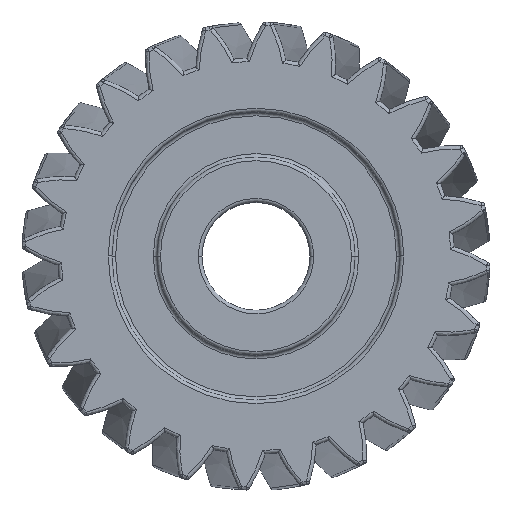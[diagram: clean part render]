
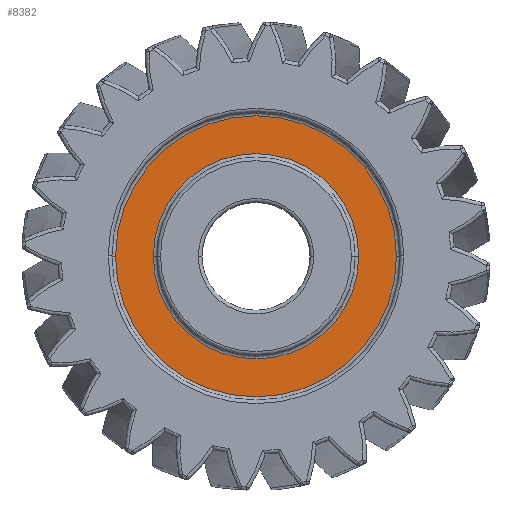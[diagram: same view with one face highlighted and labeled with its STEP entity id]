
A CAD part, top view. The second image highlights one B-rep face of the part: STEP entity #8382.
In plain terms, the highlighted planar face has unit normal (0, 0, 1).
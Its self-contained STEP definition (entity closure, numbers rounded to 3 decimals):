
#197 = DIRECTION ( 'NONE',  ( 1., 0., 0. ) ) ;
#269 = CARTESIAN_POINT ( 'NONE',  ( 0., 0., 5. ) ) ;
#440 = AXIS2_PLACEMENT_3D ( 'NONE', #7490, #12094, #2699 ) ;
#2498 = CARTESIAN_POINT ( 'NONE',  ( 0., 0., 5. ) ) ;
#2699 = DIRECTION ( 'NONE',  ( 1., 0., 0. ) ) ;
#2754 = EDGE_LOOP ( 'NONE', ( #9700, #7813 ) ) ;
#3246 = CARTESIAN_POINT ( 'NONE',  ( 7.8, 0., 5. ) ) ;
#3296 = ORIENTED_EDGE ( 'NONE', *, *, #10317, .T. ) ;
#4199 = DIRECTION ( 'NONE',  ( 1., 0., 0. ) ) ;
#4827 = CARTESIAN_POINT ( 'NONE',  ( 0., 0., 5. ) ) ;
#5735 = FACE_BOUND ( 'NONE', #18477, .T. ) ;
#5965 = EDGE_CURVE ( 'NONE', #7523, #13688, #10780, .T. ) ;
#6741 = DIRECTION ( 'NONE',  ( 0., 0., 1. ) ) ;
#6943 = AXIS2_PLACEMENT_3D ( 'NONE', #2498, #10712, #10650 ) ;
#7490 = CARTESIAN_POINT ( 'NONE',  ( 0., 0., 5. ) ) ;
#7523 = VERTEX_POINT ( 'NONE', #3246 ) ;
#7526 = CIRCLE ( 'NONE', #6943, 5.7 ) ;
#7813 = ORIENTED_EDGE ( 'NONE', *, *, #18586, .T. ) ;
#8382 = ADVANCED_FACE ( 'NONE', ( #5735, #10529 ), #20305, .T. ) ;
#8558 = ORIENTED_EDGE ( 'NONE', *, *, #12994, .T. ) ;
#8754 = AXIS2_PLACEMENT_3D ( 'NONE', #4827, #20663, #12798 ) ;
#8858 = CARTESIAN_POINT ( 'NONE',  ( 0., 0., 5. ) ) ;
#8910 = CARTESIAN_POINT ( 'NONE',  ( -5.7, 0., 5. ) ) ;
#8989 = DIRECTION ( 'NONE',  ( 0., 0., 1. ) ) ;
#9242 = AXIS2_PLACEMENT_3D ( 'NONE', #269, #6741, #197 ) ;
#9700 = ORIENTED_EDGE ( 'NONE', *, *, #5965, .T. ) ;
#9851 = CARTESIAN_POINT ( 'NONE',  ( -7.8, 0., 5. ) ) ;
#10317 = EDGE_CURVE ( 'NONE', #20098, #12244, #7526, .T. ) ;
#10529 = FACE_OUTER_BOUND ( 'NONE', #2754, .T. ) ;
#10650 = DIRECTION ( 'NONE',  ( 1., 0., 0. ) ) ;
#10712 = DIRECTION ( 'NONE',  ( 0., 0., -1. ) ) ;
#10780 = CIRCLE ( 'NONE', #9242, 7.8 ) ;
#10826 = AXIS2_PLACEMENT_3D ( 'NONE', #8858, #8989, #4199 ) ;
#12094 = DIRECTION ( 'NONE',  ( 0., 0., 1. ) ) ;
#12244 = VERTEX_POINT ( 'NONE', #14701 ) ;
#12798 = DIRECTION ( 'NONE',  ( 1., 0., 0. ) ) ;
#12994 = EDGE_CURVE ( 'NONE', #12244, #20098, #20825, .T. ) ;
#13688 = VERTEX_POINT ( 'NONE', #9851 ) ;
#14701 = CARTESIAN_POINT ( 'NONE',  ( 5.7, 0., 5. ) ) ;
#18477 = EDGE_LOOP ( 'NONE', ( #8558, #3296 ) ) ;
#18586 = EDGE_CURVE ( 'NONE', #13688, #7523, #19208, .T. ) ;
#19208 = CIRCLE ( 'NONE', #10826, 7.8 ) ;
#20098 = VERTEX_POINT ( 'NONE', #8910 ) ;
#20305 = PLANE ( 'NONE',  #440 ) ;
#20663 = DIRECTION ( 'NONE',  ( 0., 0., -1. ) ) ;
#20825 = CIRCLE ( 'NONE', #8754, 5.7 ) ;
